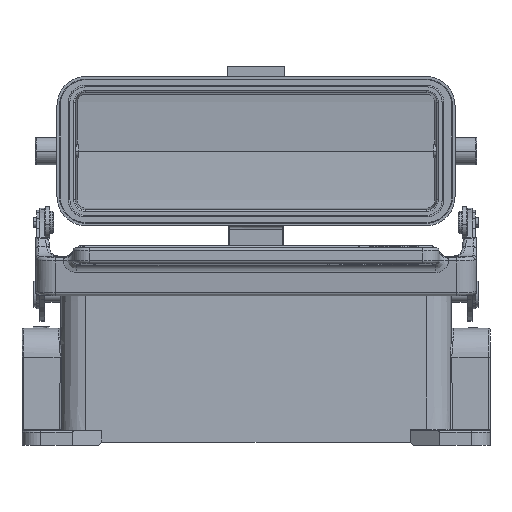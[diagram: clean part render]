
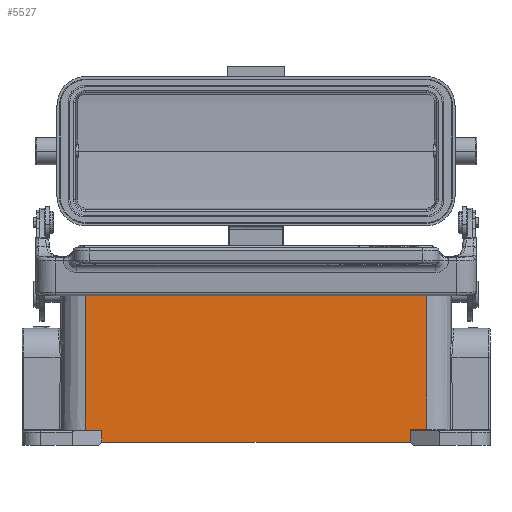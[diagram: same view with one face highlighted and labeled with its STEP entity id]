
A CAD part, left-side view. The second image highlights one B-rep face of the part: STEP entity #5527.
In plain terms, the highlighted planar face has unit normal (-1, 0, 0.009).
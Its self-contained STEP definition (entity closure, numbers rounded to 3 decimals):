
#3951=PLANE('',#45026);
#5527=ADVANCED_FACE('',(#9020),#3951,.T.);
#9020=FACE_OUTER_BOUND('',#11453,.T.);
#11453=EDGE_LOOP('',(#17664,#17665,#17666,#17667,#17668,#17669,#17670,#17671,
#17672,#17673,#17674,#17675));
#17664=ORIENTED_EDGE('',*,*,#33479,.T.);
#17665=ORIENTED_EDGE('',*,*,#33491,.T.);
#17666=ORIENTED_EDGE('',*,*,#33492,.T.);
#17667=ORIENTED_EDGE('',*,*,#33077,.T.);
#17668=ORIENTED_EDGE('',*,*,#33493,.F.);
#17669=ORIENTED_EDGE('',*,*,#33494,.T.);
#17670=ORIENTED_EDGE('',*,*,#33195,.T.);
#17671=ORIENTED_EDGE('',*,*,#33202,.F.);
#17672=ORIENTED_EDGE('',*,*,#33214,.F.);
#17673=ORIENTED_EDGE('',*,*,#33217,.T.);
#17674=ORIENTED_EDGE('',*,*,#33448,.T.);
#17675=ORIENTED_EDGE('',*,*,#33490,.T.);
#28555=VERTEX_POINT('',#67837);
#28556=VERTEX_POINT('',#67839);
#28633=VERTEX_POINT('',#68298);
#28634=VERTEX_POINT('',#68300);
#28638=VERTEX_POINT('',#68312);
#28645=VERTEX_POINT('',#68343);
#28647=VERTEX_POINT('',#68348);
#28800=VERTEX_POINT('',#69060);
#28816=VERTEX_POINT('',#69216);
#28817=VERTEX_POINT('',#69218);
#28822=VERTEX_POINT('',#69245);
#28823=VERTEX_POINT('',#69248);
#33077=EDGE_CURVE('',#28556,#28555,#39060,.T.);
#33195=EDGE_CURVE('',#28634,#28633,#39115,.T.);
#33202=EDGE_CURVE('',#28638,#28633,#39120,.T.);
#33214=EDGE_CURVE('',#28645,#28638,#39128,.T.);
#33217=EDGE_CURVE('',#28645,#28647,#39131,.T.);
#33448=EDGE_CURVE('',#28647,#28800,#39272,.T.);
#33479=EDGE_CURVE('',#28817,#28816,#39287,.T.);
#33490=EDGE_CURVE('',#28800,#28817,#39290,.T.);
#33491=EDGE_CURVE('',#28816,#28822,#39291,.T.);
#33492=EDGE_CURVE('',#28822,#28556,#39292,.T.);
#33493=EDGE_CURVE('',#28823,#28555,#39293,.T.);
#33494=EDGE_CURVE('',#28823,#28634,#39294,.T.);
#39060=LINE('',#67838,#41811);
#39115=LINE('',#68299,#41866);
#39120=LINE('',#68313,#41871);
#39128=LINE('',#68342,#41879);
#39131=LINE('',#68349,#41882);
#39272=LINE('',#69061,#42023);
#39287=LINE('',#69217,#42038);
#39290=LINE('',#69242,#42041);
#39291=LINE('',#69244,#42042);
#39292=LINE('',#69246,#42043);
#39293=LINE('',#69247,#42044);
#39294=LINE('',#69249,#42045);
#41811=VECTOR('',#49628,1.);
#41866=VECTOR('',#49843,1.);
#41871=VECTOR('',#49856,1.);
#41879=VECTOR('',#49882,1.);
#41882=VECTOR('',#49887,1.);
#42023=VECTOR('',#50270,1.);
#42038=VECTOR('',#50325,1.);
#42041=VECTOR('',#50354,1.);
#42042=VECTOR('',#50357,1.);
#42043=VECTOR('',#50358,1.);
#42044=VECTOR('',#50359,1.);
#42045=VECTOR('',#50360,1.);
#45026=AXIS2_PLACEMENT_3D('',#69250,#50361,#50362);
#49628=DIRECTION('',(0.,1.,0.));
#49843=DIRECTION('',(-0.009,0.,-1.));
#49856=DIRECTION('',(0.,1.,0.));
#49882=DIRECTION('',(0.009,0.,1.));
#49887=DIRECTION('',(0.,-1.,0.));
#50270=DIRECTION('',(0.009,0.,1.));
#50325=DIRECTION('',(0.009,0.,1.));
#50354=DIRECTION('',(0.,-1.,0.));
#50357=DIRECTION('',(0.,1.,0.));
#50358=DIRECTION('',(-0.009,0.,-1.));
#50359=DIRECTION('',(-0.009,0.,-1.));
#50360=DIRECTION('',(0.,1.,0.));
#50361=DIRECTION('',(-1.,0.,0.009));
#50362=DIRECTION('',(0.,1.,0.));
#67837=CARTESIAN_POINT('',(-21.526,1.6,48.));
#67838=CARTESIAN_POINT('',(-21.526,-1.6,48.));
#67839=CARTESIAN_POINT('',(-21.526,-1.6,48.));
#68298=CARTESIAN_POINT('',(-21.906,52.5,4.5));
#68299=CARTESIAN_POINT('',(-21.5,52.5,51.));
#68300=CARTESIAN_POINT('',(-21.5,52.5,51.));
#68312=CARTESIAN_POINT('',(-21.906,47.5,4.5));
#68313=CARTESIAN_POINT('',(-21.906,47.5,4.5));
#68342=CARTESIAN_POINT('',(-21.936,47.5,1.));
#68343=CARTESIAN_POINT('',(-21.936,47.5,1.));
#68348=CARTESIAN_POINT('',(-21.936,-47.5,1.));
#68349=CARTESIAN_POINT('',(-21.936,47.5,1.));
#69060=CARTESIAN_POINT('',(-21.901,-47.5,4.996));
#69061=CARTESIAN_POINT('',(-21.936,-47.5,1.));
#69216=CARTESIAN_POINT('',(-21.5,-52.5,51.));
#69217=CARTESIAN_POINT('',(-21.901,-52.5,4.996));
#69218=CARTESIAN_POINT('',(-21.901,-52.5,4.996));
#69242=CARTESIAN_POINT('',(-21.901,-47.5,4.996));
#69244=CARTESIAN_POINT('',(-21.5,-52.5,51.));
#69245=CARTESIAN_POINT('',(-21.5,-1.6,51.));
#69246=CARTESIAN_POINT('',(-21.5,-1.6,51.));
#69247=CARTESIAN_POINT('',(-21.5,1.6,51.));
#69248=CARTESIAN_POINT('',(-21.5,1.6,51.));
#69249=CARTESIAN_POINT('',(-21.5,1.6,51.));
#69250=CARTESIAN_POINT('',(-21.5,55.148,51.));
